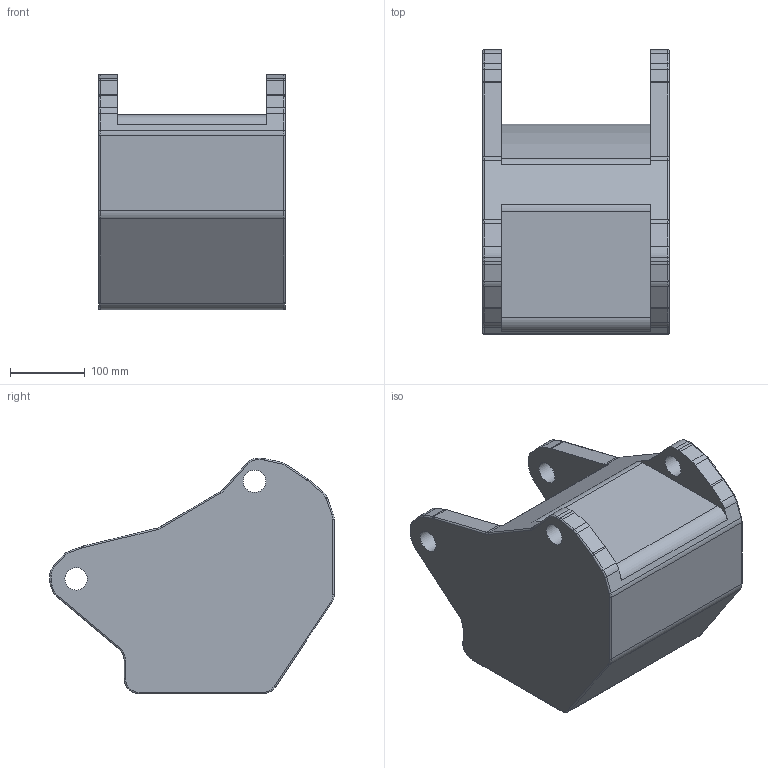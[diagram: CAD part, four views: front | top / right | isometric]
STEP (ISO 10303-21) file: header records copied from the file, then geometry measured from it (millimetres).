
FILE_DESCRIPTION(/* description */ (''),/* implementation_level */ '2;1');
FILE_NAME(/* name */ 'bas.stp',/* time_stamp */ '2025-04-30T11:44:56+02:00',/* author */ ('elias'),/* organization */ (''),/* preprocessor_version */ 'ST-DEVELOPER v20.1',/* originating_system */ 'Autodesk Inventor 2026',/* authorisation */ '');
FILE_SCHEMA (('AUTOMOTIVE_DESIGN { 1 0 10303 214 3 1 1 }'));
Length unit declared in the file: millimetre
Products named in the file (1): bas
Bounding box: 250 x 381.01 x 315.25 mm (x, y, z)
Volume: 16311106.1 mm3; surface area: 440108.1 mm2
Topology: 1 solids, 1 shells, 141 faces, 349 edges, 210 vertices
Faces by surface type: cylinder 71, plane 36, torus 34
Full cylindrical faces by diameter (mm): 30 x4
Entity records: 4236 total; most frequent: DIRECTION 811, CARTESIAN_POINT 701, ORIENTED_EDGE 698, EDGE_CURVE 349, AXIS2_PLACEMENT_3D 320, VERTEX_POINT 210, CIRCLE 178, LINE 171
